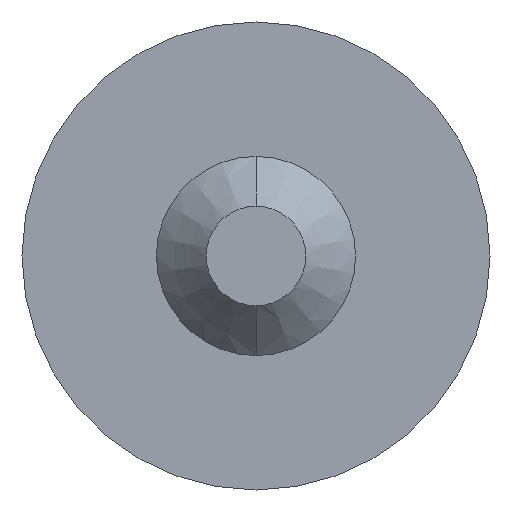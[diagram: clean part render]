
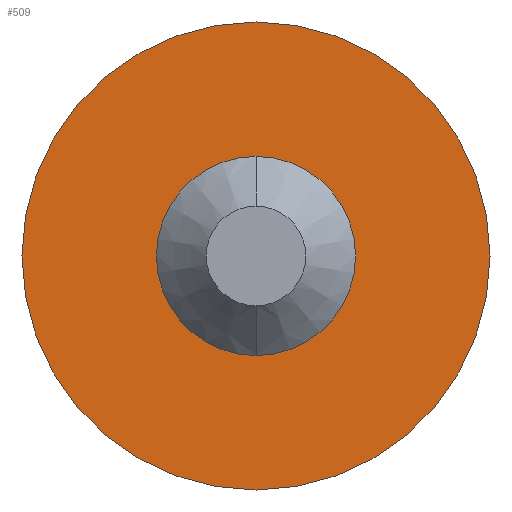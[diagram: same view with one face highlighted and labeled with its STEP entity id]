
A CAD part, front view. The second image highlights one B-rep face of the part: STEP entity #509.
In plain terms, the highlighted planar face has unit normal (0, -1, 0).
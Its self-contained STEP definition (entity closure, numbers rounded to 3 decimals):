
#4 = DIRECTION ( 'NONE',  ( 0., 1., 0. ) ) ;
#7 = DIRECTION ( 'NONE',  ( 0., 0., -1. ) ) ;
#12 = EDGE_LOOP ( 'NONE', ( #203, #489 ) ) ;
#31 = FACE_OUTER_BOUND ( 'NONE', #545, .T. ) ;
#52 = CARTESIAN_POINT ( 'NONE',  ( 0., 0., 0. ) ) ;
#98 = CIRCLE ( 'NONE', #273, 1. ) ;
#107 = DIRECTION ( 'NONE',  ( 0., -1., 0. ) ) ;
#114 = AXIS2_PLACEMENT_3D ( 'NONE', #478, #282, #332 ) ;
#115 = CIRCLE ( 'NONE', #498, 2.35 ) ;
#140 = EDGE_CURVE ( 'NONE', #206, #238, #115, .T. ) ;
#145 = EDGE_CURVE ( 'NONE', #238, #206, #328, .T. ) ;
#187 = ORIENTED_EDGE ( 'NONE', *, *, #145, .T. ) ;
#195 = CARTESIAN_POINT ( 'NONE',  ( 0., 0., 0. ) ) ;
#200 = DIRECTION ( 'NONE',  ( 0., 0., 1. ) ) ;
#203 = ORIENTED_EDGE ( 'NONE', *, *, #217, .T. ) ;
#206 = VERTEX_POINT ( 'NONE', #323 ) ;
#214 = AXIS2_PLACEMENT_3D ( 'NONE', #399, #526, #290 ) ;
#217 = EDGE_CURVE ( 'NONE', #566, #496, #98, .T. ) ;
#238 = VERTEX_POINT ( 'NONE', #428 ) ;
#273 = AXIS2_PLACEMENT_3D ( 'NONE', #500, #4, #200 ) ;
#280 = FACE_BOUND ( 'NONE', #12, .T. ) ;
#282 = DIRECTION ( 'NONE',  ( 0., 1., 0. ) ) ;
#290 = DIRECTION ( 'NONE',  ( 0., 0., -1. ) ) ;
#299 = EDGE_CURVE ( 'NONE', #496, #566, #401, .T. ) ;
#319 = ORIENTED_EDGE ( 'NONE', *, *, #140, .T. ) ;
#320 = DIRECTION ( 'NONE',  ( 0., -1., 0. ) ) ;
#323 = CARTESIAN_POINT ( 'NONE',  ( 0., 0., -2.35 ) ) ;
#328 = CIRCLE ( 'NONE', #508, 2.35 ) ;
#332 = DIRECTION ( 'NONE',  ( 0., 0., 1. ) ) ;
#399 = CARTESIAN_POINT ( 'NONE',  ( 0., 0., 0. ) ) ;
#401 = CIRCLE ( 'NONE', #114, 1. ) ;
#428 = CARTESIAN_POINT ( 'NONE',  ( 0., 0., 2.35 ) ) ;
#438 = CARTESIAN_POINT ( 'NONE',  ( 0., 0., 1. ) ) ;
#443 = CARTESIAN_POINT ( 'NONE',  ( 0., 0., -1. ) ) ;
#460 = DIRECTION ( 'NONE',  ( 0., 0., -1. ) ) ;
#478 = CARTESIAN_POINT ( 'NONE',  ( 0., 0., 0. ) ) ;
#489 = ORIENTED_EDGE ( 'NONE', *, *, #299, .T. ) ;
#496 = VERTEX_POINT ( 'NONE', #443 ) ;
#498 = AXIS2_PLACEMENT_3D ( 'NONE', #195, #320, #7 ) ;
#500 = CARTESIAN_POINT ( 'NONE',  ( 0., 0., 0. ) ) ;
#508 = AXIS2_PLACEMENT_3D ( 'NONE', #52, #107, #460 ) ;
#509 = ADVANCED_FACE ( 'NONE', ( #280, #31 ), #565, .T. ) ;
#526 = DIRECTION ( 'NONE',  ( 0., -1., 0. ) ) ;
#545 = EDGE_LOOP ( 'NONE', ( #319, #187 ) ) ;
#565 = PLANE ( 'NONE',  #214 ) ;
#566 = VERTEX_POINT ( 'NONE', #438 ) ;
